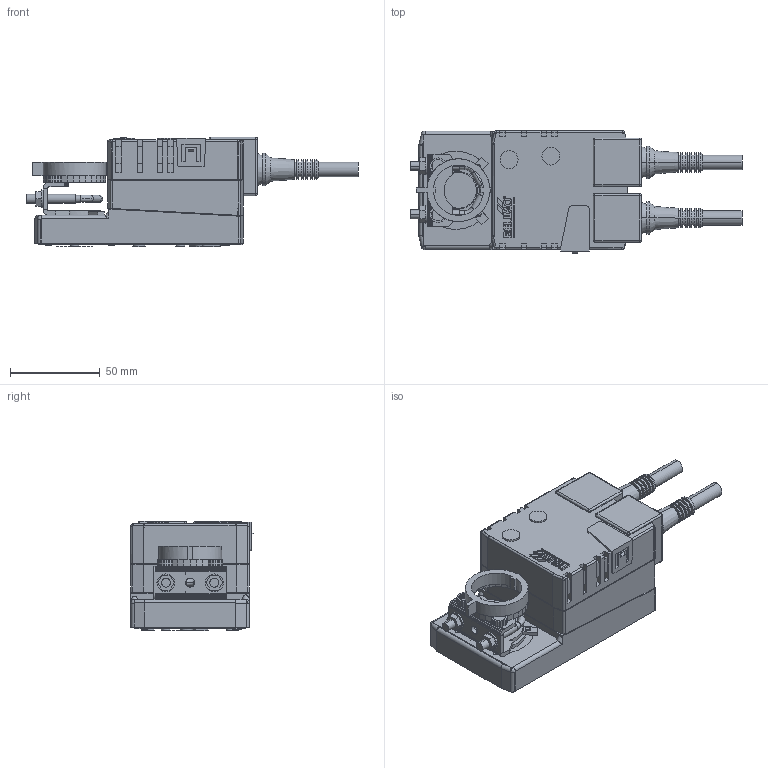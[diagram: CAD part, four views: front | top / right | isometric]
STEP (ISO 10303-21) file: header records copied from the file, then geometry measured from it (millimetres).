
FILE_DESCRIPTION(('no description'),'unknown implementation level');
FILE_NAME('Belimo_TMC24A-S_3D.stp',' ',('pit-cup GmbH'),('CADClick - KiM GmbH - www.kimweb.de'),'unknown preprocess','ACIS','unknown authorization');
FILE_SCHEMA(('automotive_design'));
Length unit declared in the file: millimetre
Products named in the file (4): 1; 2; 3; 4
Bounding box: 185 x 68.07 x 61 mm (x, y, z)
Volume: 347285 mm3; surface area: 61496 mm2
Topology: 4 solids, 6 shells, 1208 faces, 3303 edges, 2119 vertices
Faces by surface type: plane 877, cylinder 282, sphere 27, cone 16, bspline 6
Entity records: 76956 total; most frequent: CARTESIAN_POINT 9146, STYLED_ITEM 6612, PRESENTATION_STYLE_ASSIGNMENT 6612, COLOUR_RGB 6612, ORIENTED_EDGE 6566, DIRECTION 6360, EDGE_CURVE 3281, CURVE_STYLE 3281
